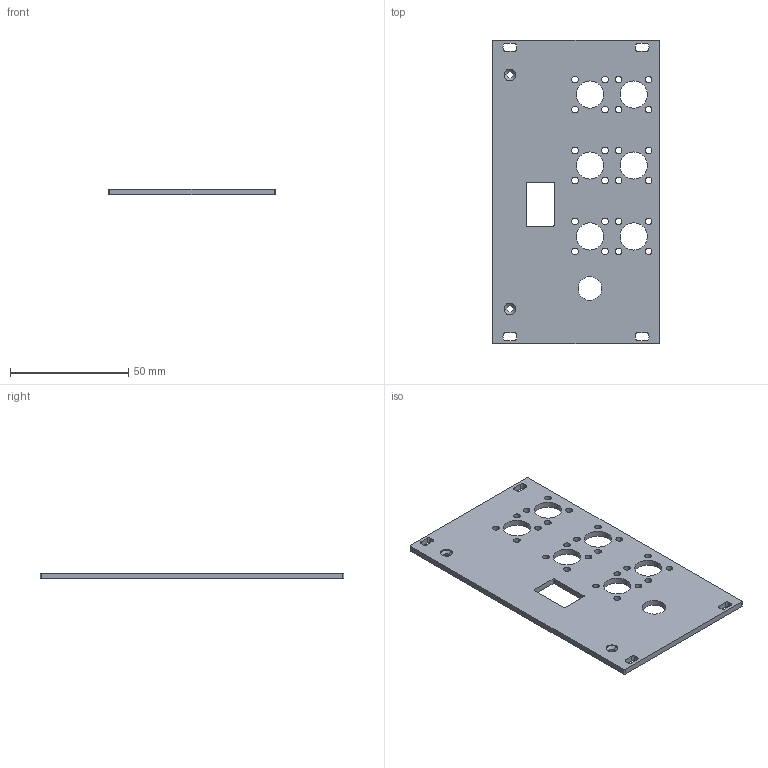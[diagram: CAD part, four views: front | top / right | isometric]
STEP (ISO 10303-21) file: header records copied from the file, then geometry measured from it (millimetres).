
FILE_DESCRIPTION(('Open CASCADE Model'),'2;1');
FILE_NAME('Open CASCADE Shape Model','2019-02-28T14:05:23',('Author'),( 'Open CASCADE'),'Open CASCADE STEP processor 7.2','Open CASCADE 7.2' ,'Unknown');
FILE_SCHEMA(('AUTOMOTIVE_DESIGN { 1 0 10303 214 1 1 1 1 }'));
Length unit declared in the file: millimetre
Products named in the file (1): Open CASCADE STEP translator 7.2 2
Bounding box: 70.78 x 128.4 x 2.5 mm (x, y, z)
Volume: 19807.6 mm3; surface area: 18360.1 mm2
Topology: 1 solids, 1 shells, 126 faces, 362 edges, 240 vertices
Faces by surface type: cylinder 102, plane 20, cone 4
Entity records: 9150 total; most frequent: CARTESIAN_POINT 1557, DIRECTION 1524, ORIENTED_EDGE 724, PCURVE 724, DEFINITIONAL_REPRESENTATION 724, LINE 666, VECTOR 666, CIRCLE 396
